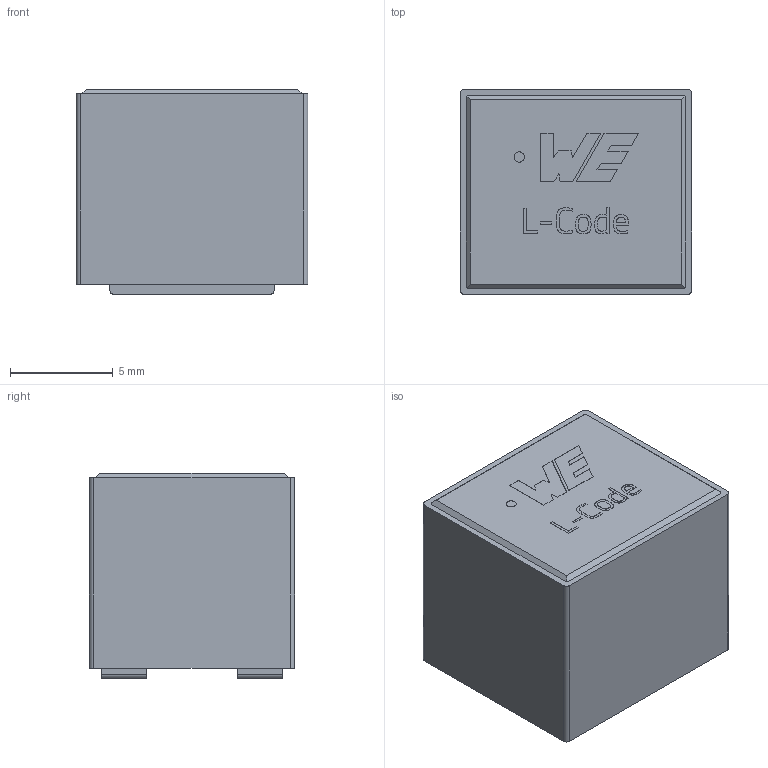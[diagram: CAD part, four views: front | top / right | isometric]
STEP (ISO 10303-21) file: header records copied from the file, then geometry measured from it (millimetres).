
FILE_DESCRIPTION(/* description */ ('Unknown'),/* implementation_level */ '2;1');
FILE_NAME(/* name */ '744393605xxx',/* time_stamp */ '2024-12-16T15:09:18+01:00',/* author */ ('Unknown'),/* organization */ ('Unknown'),/* preprocessor_version */ 'ST-DEVELOPER v19.4',/* originating_system */ 'Solid Edge',/* authorisation */ 'Unknown');
FILE_SCHEMA (('AUTOMOTIVE_DESIGN {1 0 10303 214 3 1 1}'));
Length unit declared in the file: millimetre
Products named in the file (1): 744393605xxx
Bounding box: 11.3 x 10 x 10 mm (x, y, z)
Volume: 1087.3 mm3; surface area: 642.3 mm2
Topology: 1 solids, 1 shells, 103 faces, 258 edges, 172 vertices
Faces by surface type: plane 79, cylinder 13, bspline 11
Full cylindrical faces by diameter (mm): 0.5 x1
Entity records: 4245 total; most frequent: CARTESIAN_POINT 1164, ORIENTED_EDGE 510, DIRECTION 407, EDGE_CURVE 255, VERTEX_POINT 172, LINE 161, VECTOR 161, AXIS2_PLACEMENT_3D 123
